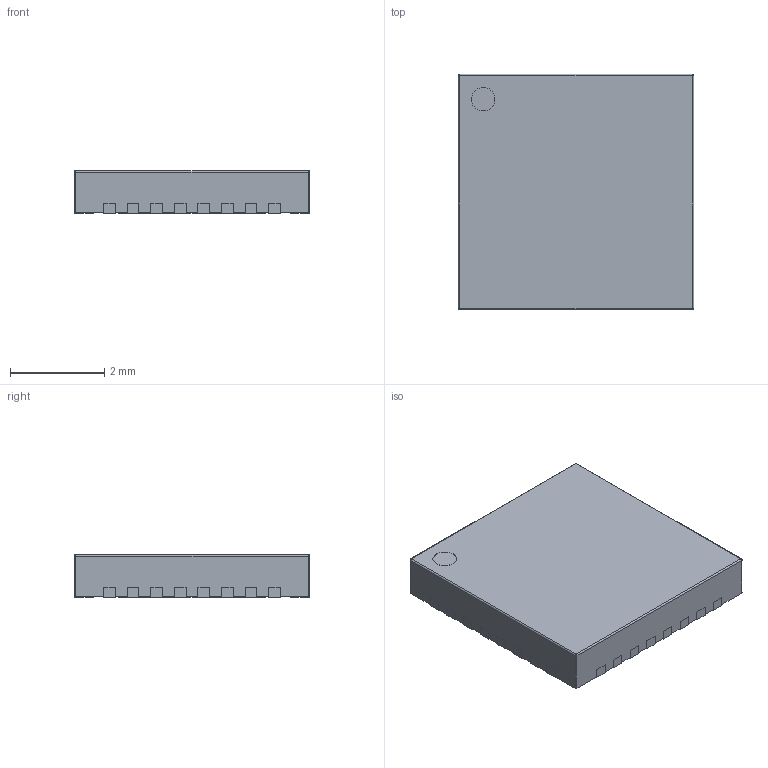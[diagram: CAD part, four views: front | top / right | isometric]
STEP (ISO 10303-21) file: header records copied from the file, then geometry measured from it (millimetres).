
FILE_DESCRIPTION (( 'STEP AP214' ), '1' );
FILE_NAME ('ATMEGA3208-MUR.STEP', '2024-10-20T08:54:52', ( '' ), ( '' ), 'SwSTEP 2.0', 'SolidWorks 2023', '' );
FILE_SCHEMA (( 'AUTOMOTIVE_DESIGN' ));
Length unit declared in the file: millimetre
Products named in the file (1): ATMEGA3208-MUR
Bounding box: 5 x 5 x 0.9 mm (x, y, z)
Volume: 22.2 mm3; surface area: 105.2 mm2
Topology: 35 solids, 35 shells, 372 faces, 892 edges, 588 vertices
Faces by surface type: plane 276, cylinder 92, sphere 4
Entity records: 13185 total; most frequent: CARTESIAN_POINT 1849, DIRECTION 1818, ORIENTED_EDGE 1776, EDGE_CURVE 888, LINE 704, VECTOR 704, VERTEX_POINT 588, AXIS2_PLACEMENT_3D 557
